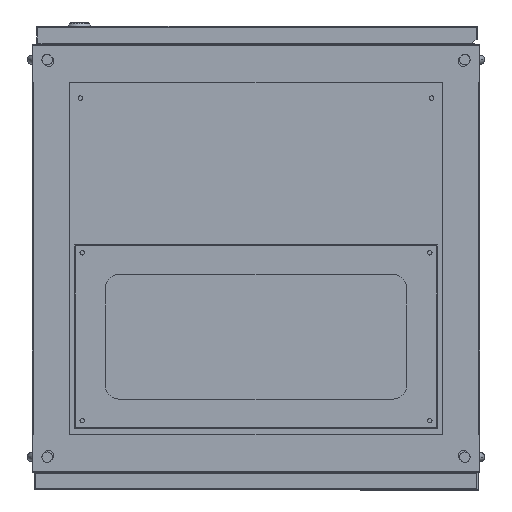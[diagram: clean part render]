
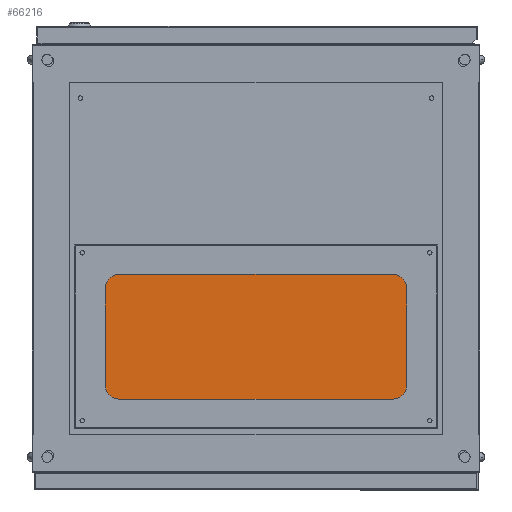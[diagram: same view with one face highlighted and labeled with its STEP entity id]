
A CAD part, front view. The second image highlights one B-rep face of the part: STEP entity #66216.
In plain terms, the highlighted planar face has unit normal (0, -1, 0).
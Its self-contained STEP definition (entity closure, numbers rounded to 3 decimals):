
#570 = AXIS2_PLACEMENT_3D ( 'NONE', #68983, #26681, #76037 ) ;
#1109 = AXIS2_PLACEMENT_3D ( 'NONE', #54415, #12159, #61510 ) ;
#1693 = CARTESIAN_POINT ( 'NONE',  ( 242.5, 9., -227. ) ) ;
#2507 = VERTEX_POINT ( 'NONE', #4412 ) ;
#3653 = ORIENTED_EDGE ( 'NONE', *, *, #32716, .F. ) ;
#3718 = AXIS2_PLACEMENT_3D ( 'NONE', #39556, #88862, #46647 ) ;
#4412 = CARTESIAN_POINT ( 'NONE',  ( 233., 9., 4.5 ) ) ;
#5435 = DIRECTION ( 'NONE',  ( 0., 0., 1. ) ) ;
#6325 = CIRCLE ( 'NONE', #22202, 3. ) ;
#6491 = VERTEX_POINT ( 'NONE', #54602 ) ;
#7038 = DIRECTION ( 'NONE',  ( 0., 1., 0. ) ) ;
#7530 = DIRECTION ( 'NONE',  ( 0., 0., 1. ) ) ;
#8830 = DIRECTION ( 'NONE',  ( 0., 0., 1. ) ) ;
#8953 = VERTEX_POINT ( 'NONE', #31481 ) ;
#10396 = CARTESIAN_POINT ( 'NONE',  ( -242.5, 9., -227. ) ) ;
#12159 = DIRECTION ( 'NONE',  ( 0., 1., 0. ) ) ;
#12959 = VECTOR ( 'NONE', #88985, 1000. ) ;
#13474 = ORIENTED_EDGE ( 'NONE', *, *, #69150, .F. ) ;
#13950 = VERTEX_POINT ( 'NONE', #31905 ) ;
#14644 = CARTESIAN_POINT ( 'NONE',  ( -242.5, 9., -227. ) ) ;
#14812 = CARTESIAN_POINT ( 'NONE',  ( -242.5, 9., 17. ) ) ;
#14926 = AXIS2_PLACEMENT_3D ( 'NONE', #36893, #51095, #8830 ) ;
#15859 = EDGE_CURVE ( 'NONE', #55515, #65663, #67749, .T. ) ;
#16634 = FACE_BOUND ( 'NONE', #44181, .T. ) ;
#17751 = EDGE_LOOP ( 'NONE', ( #26222, #3653, #79523, #13474 ) ) ;
#18993 = ORIENTED_EDGE ( 'NONE', *, *, #45766, .T. ) ;
#20999 = AXIS2_PLACEMENT_3D ( 'NONE', #81426, #39218, #88532 ) ;
#21046 = DIRECTION ( 'NONE',  ( -1., 0., 0. ) ) ;
#22202 = AXIS2_PLACEMENT_3D ( 'NONE', #89888, #47676, #5435 ) ;
#26222 = ORIENTED_EDGE ( 'NONE', *, *, #15859, .F. ) ;
#26681 = DIRECTION ( 'NONE',  ( 0., 1., 0. ) ) ;
#27282 = EDGE_CURVE ( 'NONE', #2507, #66443, #34142, .T. ) ;
#27369 = AXIS2_PLACEMENT_3D ( 'NONE', #29064, #78413, #36174 ) ;
#27980 = VECTOR ( 'NONE', #7530, 1000. ) ;
#28086 = CARTESIAN_POINT ( 'NONE',  ( -242.5, 9., -227. ) ) ;
#29064 = CARTESIAN_POINT ( 'NONE',  ( 233., 9., -217.5 ) ) ;
#30464 = EDGE_CURVE ( 'NONE', #66443, #2507, #66458, .T. ) ;
#31481 = CARTESIAN_POINT ( 'NONE',  ( -233., 9., -220.5 ) ) ;
#31905 = CARTESIAN_POINT ( 'NONE',  ( 242.5, 9., -227. ) ) ;
#32297 = VERTEX_POINT ( 'NONE', #57807 ) ;
#32716 = EDGE_CURVE ( 'NONE', #13950, #55515, #78305, .T. ) ;
#33586 = VECTOR ( 'NONE', #43923, 1000. ) ;
#34142 = CIRCLE ( 'NONE', #570, 3. ) ;
#34908 = VERTEX_POINT ( 'NONE', #80743 ) ;
#35379 = FACE_BOUND ( 'NONE', #87337, .T. ) ;
#35812 = LINE ( 'NONE', #1693, #33586 ) ;
#36174 = DIRECTION ( 'NONE',  ( 0., 0., 1. ) ) ;
#36893 = CARTESIAN_POINT ( 'NONE',  ( 0., 9., 0. ) ) ;
#37388 = DIRECTION ( 'NONE',  ( 0., 1., 0. ) ) ;
#38926 = ORIENTED_EDGE ( 'NONE', *, *, #84100, .T. ) ;
#39218 = DIRECTION ( 'NONE',  ( 0., 1., 0. ) ) ;
#39556 = CARTESIAN_POINT ( 'NONE',  ( -233., 9., 7.5 ) ) ;
#39694 = CARTESIAN_POINT ( 'NONE',  ( -242.5, 9., 17. ) ) ;
#41002 = AXIS2_PLACEMENT_3D ( 'NONE', #49243, #7038, #56366 ) ;
#43923 = DIRECTION ( 'NONE',  ( 0., 0., -1. ) ) ;
#44181 = EDGE_LOOP ( 'NONE', ( #38926, #48982 ) ) ;
#45705 = AXIS2_PLACEMENT_3D ( 'NONE', #79631, #37388, #86696 ) ;
#45766 = EDGE_CURVE ( 'NONE', #6491, #65939, #74749, .T. ) ;
#46647 = DIRECTION ( 'NONE',  ( 0., 0., 1. ) ) ;
#47676 = DIRECTION ( 'NONE',  ( 0., 1., 0. ) ) ;
#48256 = LINE ( 'NONE', #39694, #12959 ) ;
#48982 = ORIENTED_EDGE ( 'NONE', *, *, #80715, .T. ) ;
#49243 = CARTESIAN_POINT ( 'NONE',  ( 233., 9., 7.5 ) ) ;
#51095 = DIRECTION ( 'NONE',  ( 0., 1., 0. ) ) ;
#53318 = EDGE_CURVE ( 'NONE', #8953, #32297, #88108, .T. ) ;
#54142 = FACE_OUTER_BOUND ( 'NONE', #17751, .T. ) ;
#54415 = CARTESIAN_POINT ( 'NONE',  ( -233., 9., 7.5 ) ) ;
#54602 = CARTESIAN_POINT ( 'NONE',  ( 233., 9., -220.5 ) ) ;
#55515 = VERTEX_POINT ( 'NONE', #10396 ) ;
#55748 = CIRCLE ( 'NONE', #1109, 3. ) ;
#56366 = DIRECTION ( 'NONE',  ( 0., 0., 1. ) ) ;
#56854 = ORIENTED_EDGE ( 'NONE', *, *, #69245, .T. ) ;
#57272 = EDGE_LOOP ( 'NONE', ( #88166, #83881 ) ) ;
#57807 = CARTESIAN_POINT ( 'NONE',  ( -233., 9., -214.5 ) ) ;
#57890 = PLANE ( 'NONE',  #14926 ) ;
#61510 = DIRECTION ( 'NONE',  ( 0., 0., 1. ) ) ;
#62087 = EDGE_LOOP ( 'NONE', ( #87520, #88057 ) ) ;
#63172 = EDGE_CURVE ( 'NONE', #32297, #8953, #80350, .T. ) ;
#65663 = VERTEX_POINT ( 'NONE', #14812 ) ;
#65939 = VERTEX_POINT ( 'NONE', #67466 ) ;
#66216 = ADVANCED_FACE ( 'NONE', ( #16634, #35379, #54142, #89427, #70688 ), #57890, .F. ) ;
#66443 = VERTEX_POINT ( 'NONE', #74767 ) ;
#66458 = CIRCLE ( 'NONE', #41002, 3. ) ;
#67466 = CARTESIAN_POINT ( 'NONE',  ( 233., 9., -214.5 ) ) ;
#67749 = LINE ( 'NONE', #14644, #27980 ) ;
#68117 = CARTESIAN_POINT ( 'NONE',  ( -233., 9., 10.5 ) ) ;
#68983 = CARTESIAN_POINT ( 'NONE',  ( 233., 9., 7.5 ) ) ;
#69150 = EDGE_CURVE ( 'NONE', #65663, #34908, #48256, .T. ) ;
#69245 = EDGE_CURVE ( 'NONE', #65939, #6491, #6325, .T. ) ;
#70171 = CARTESIAN_POINT ( 'NONE',  ( -233., 9., 4.5 ) ) ;
#70688 = FACE_BOUND ( 'NONE', #62087, .T. ) ;
#71668 = VECTOR ( 'NONE', #21046, 1000. ) ;
#74749 = CIRCLE ( 'NONE', #27369, 3. ) ;
#74767 = CARTESIAN_POINT ( 'NONE',  ( 233., 9., 10.5 ) ) ;
#76037 = DIRECTION ( 'NONE',  ( 0., 0., 1. ) ) ;
#78305 = LINE ( 'NONE', #28086, #71668 ) ;
#78413 = DIRECTION ( 'NONE',  ( 0., 1., 0. ) ) ;
#78879 = CIRCLE ( 'NONE', #3718, 3. ) ;
#79523 = ORIENTED_EDGE ( 'NONE', *, *, #87079, .F. ) ;
#79631 = CARTESIAN_POINT ( 'NONE',  ( -233., 9., -217.5 ) ) ;
#80350 = CIRCLE ( 'NONE', #20999, 3. ) ;
#80715 = EDGE_CURVE ( 'NONE', #82913, #81855, #55748, .T. ) ;
#80743 = CARTESIAN_POINT ( 'NONE',  ( 242.5, 9., 17. ) ) ;
#81426 = CARTESIAN_POINT ( 'NONE',  ( -233., 9., -217.5 ) ) ;
#81855 = VERTEX_POINT ( 'NONE', #70171 ) ;
#82913 = VERTEX_POINT ( 'NONE', #68117 ) ;
#83881 = ORIENTED_EDGE ( 'NONE', *, *, #63172, .T. ) ;
#84100 = EDGE_CURVE ( 'NONE', #81855, #82913, #78879, .T. ) ;
#86696 = DIRECTION ( 'NONE',  ( 0., 0., 1. ) ) ;
#87079 = EDGE_CURVE ( 'NONE', #34908, #13950, #35812, .T. ) ;
#87337 = EDGE_LOOP ( 'NONE', ( #18993, #56854 ) ) ;
#87520 = ORIENTED_EDGE ( 'NONE', *, *, #27282, .T. ) ;
#88057 = ORIENTED_EDGE ( 'NONE', *, *, #30464, .T. ) ;
#88108 = CIRCLE ( 'NONE', #45705, 3. ) ;
#88166 = ORIENTED_EDGE ( 'NONE', *, *, #53318, .T. ) ;
#88532 = DIRECTION ( 'NONE',  ( 0., 0., 1. ) ) ;
#88862 = DIRECTION ( 'NONE',  ( 0., 1., 0. ) ) ;
#88985 = DIRECTION ( 'NONE',  ( 1., 0., 0. ) ) ;
#89427 = FACE_BOUND ( 'NONE', #57272, .T. ) ;
#89888 = CARTESIAN_POINT ( 'NONE',  ( 233., 9., -217.5 ) ) ;
